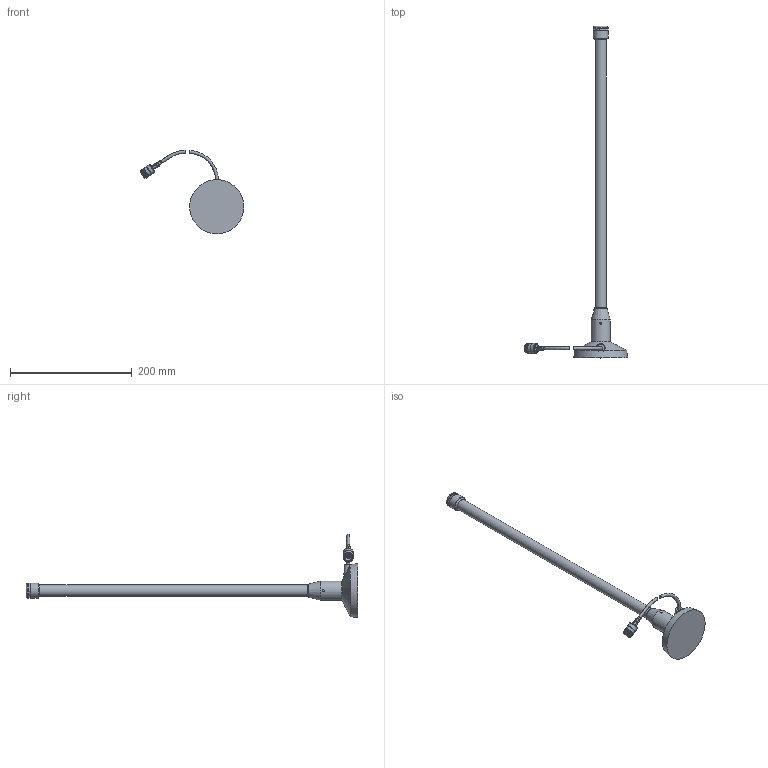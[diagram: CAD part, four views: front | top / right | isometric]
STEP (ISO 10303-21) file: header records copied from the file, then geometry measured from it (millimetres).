
FILE_DESCRIPTION (( 'STEP AP214' ), '1' );
FILE_NAME ('RE09U-NF.STEP', '2018-04-03T12:26:30', ( '' ), ( '' ), 'SwSTEP 2.0', 'SolidWorks 2017', '' );
FILE_SCHEMA (( 'AUTOMOTIVE_DESIGN' ));
Length unit declared in the file: millimetre
Products named in the file (9): HMA3-XXXANF; ANF-1700; ANF-1700-MA3; ANF-1700-MA1; HEATSH-HEX_stepd_195Black; 8 Foot-195_Black; HMA3-XXXAYY_BASE; HG2409U; RE09U-NF
Assembly tree (8 placements, depth 4):
  RE09U-NF
    HG2409U
    HMA3-XXXANF
      HMA3-XXXAYY_BASE
      8 Foot-195_Black
      HEATSH-HEX_stepd_195Black
      ANF-1700
        ANF-1700-MA1
        ANF-1700-MA3
Bounding box: 170.15 x 545.09 x 137.07 mm (x, y, z)
Volume: 286325.2 mm3; surface area: 60422.6 mm2
Topology: 8 solids, 8 shells, 240 faces, 490 edges, 292 vertices
Faces by surface type: plane 87, cylinder 69, cone 66, torus 7, sphere 6, bspline 5
Full cylindrical faces by diameter (mm): 0.8 x1, 1.05 x1, 1.312 x1, 1.561 x1, 1.65 x1, 1.755 x1, 1.8 x1, 2.1 x1, 2.8 x1, 2.9 x1, 2.946 x4, 2.98 x1, 3.1 x2, 3.2 x1, 3.3 x1, 4.5 x1, 4.953 x1, 5.588 x1, 6.98 x1, 8 x1, 12 x1, 13.386 x1, 13.5 x2, 13.538 x1, 15.428 x1, 15.5 x1, 15.875 x1, 16 x1, 17.473 x1, 18.618 x1
Entity records: 8130 total; most frequent: CARTESIAN_POINT 1999, DIRECTION 1024, ORIENTED_EDGE 732, AXIS2_PLACEMENT_3D 461, EDGE_LOOP 376, EDGE_CURVE 366, FACE_OUTER_BOUND 290, VERTEX_POINT 274
